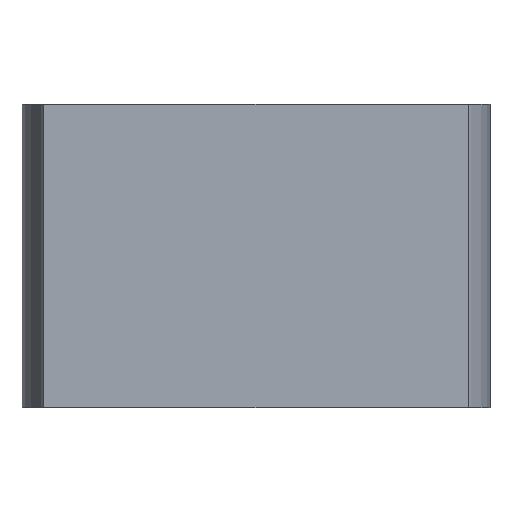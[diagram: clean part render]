
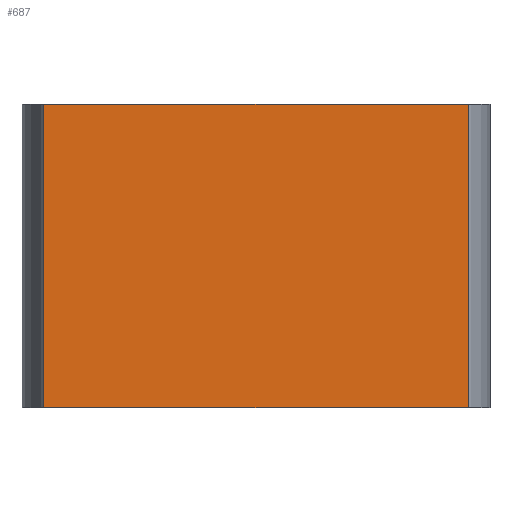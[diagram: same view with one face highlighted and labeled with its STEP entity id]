
A CAD part, front view. The second image highlights one B-rep face of the part: STEP entity #687.
In plain terms, the highlighted planar face has unit normal (0, -1, 0).
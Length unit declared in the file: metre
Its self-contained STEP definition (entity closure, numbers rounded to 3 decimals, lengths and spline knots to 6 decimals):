
#55=ORIENTED_EDGE('',*,*,#254,.F.);
#56=ORIENTED_EDGE('',*,*,#255,.T.);
#57=ORIENTED_EDGE('',*,*,#256,.F.);
#58=ORIENTED_EDGE('',*,*,#257,.F.);
#254=EDGE_CURVE('',#353,#354,#420,.T.);
#255=EDGE_CURVE('',#353,#355,#421,.T.);
#256=EDGE_CURVE('',#356,#355,#422,.T.);
#257=EDGE_CURVE('',#354,#356,#423,.T.);
#353=VERTEX_POINT('',#1002);
#354=VERTEX_POINT('',#1003);
#355=VERTEX_POINT('',#1005);
#356=VERTEX_POINT('',#1007);
#420=LINE('',#1001,#502);
#421=LINE('',#1004,#503);
#422=LINE('',#1006,#504);
#423=LINE('',#1008,#505);
#502=VECTOR('',#805,1.);
#503=VECTOR('',#806,1.);
#504=VECTOR('',#807,1.);
#505=VECTOR('',#808,1.);
#579=EDGE_LOOP('',(#55,#56,#57,#58));
#619=FACE_BOUND('',#579,.T.);
#659=PLANE('',#737);
#687=ADVANCED_FACE('',(#619),#659,.T.);
#737=AXIS2_PLACEMENT_3D('',#1000,#803,#804);
#803=DIRECTION('',(0.,-1.,0.));
#804=DIRECTION('',(1.,0.,0.));
#805=DIRECTION('',(-1.,0.,0.));
#806=DIRECTION('',(0.,0.,1.));
#807=DIRECTION('',(1.,0.,0.));
#808=DIRECTION('',(0.,0.,1.));
#1000=CARTESIAN_POINT('',(-0.014,-0.03,0.));
#1001=CARTESIAN_POINT('',(0.014,-0.03,0.));
#1002=CARTESIAN_POINT('',(0.014,-0.03,0.));
#1003=CARTESIAN_POINT('',(-0.014,-0.03,0.));
#1004=CARTESIAN_POINT('',(0.014,-0.03,0.));
#1005=CARTESIAN_POINT('',(0.014,-0.03,0.02));
#1006=CARTESIAN_POINT('',(0.014,-0.03,0.02));
#1007=CARTESIAN_POINT('',(-0.014,-0.03,0.02));
#1008=CARTESIAN_POINT('',(-0.014,-0.03,0.));
